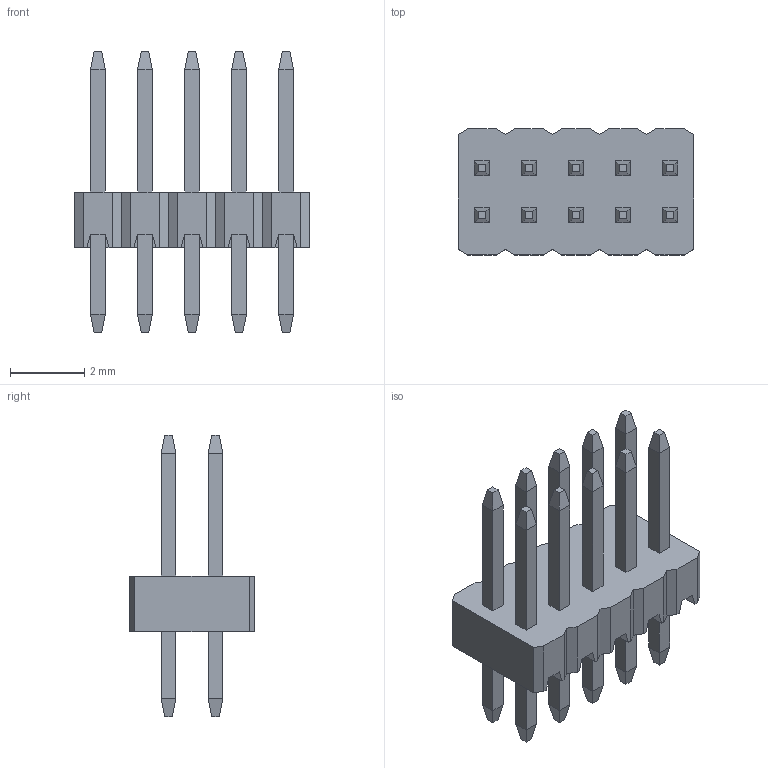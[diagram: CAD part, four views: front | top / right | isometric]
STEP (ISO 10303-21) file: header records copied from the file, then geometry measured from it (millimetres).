
FILE_DESCRIPTION(/* description */ (''),/* implementation_level */ '2;1');
FILE_NAME(/* name */ 'Pin header 2x05 TH pitch 1.27mm',/* time_stamp */ '2019-12-21T16:17:54+01:00',/* author */ (''),/* organization */ (''),/* preprocessor_version */ 'ST-DEVELOPER v16.5',/* originating_system */ '',/* authorisation */ '');
FILE_SCHEMA (('AUTOMOTIVE_DESIGN'));
Length unit declared in the file: millimetre
Products named in the file (1): Document
Bounding box: 6.35 x 3.4 x 7.6 mm (x, y, z)
Volume: 39.3 mm3; surface area: 212.6 mm2
Topology: 11 solids, 11 shells, 244 faces, 596 edges, 364 vertices
Faces by surface type: plane 244
Entity records: 6178 total; most frequent: CARTESIAN_POINT 1802, ORIENTED_EDGE 1192, EDGE_CURVE 596, B_SPLINE_CURVE_WITH_KNOTS 596, VERTEX_POINT 364, EDGE_LOOP 254, DIRECTION 248, AXIS2_PLACEMENT_3D 246
